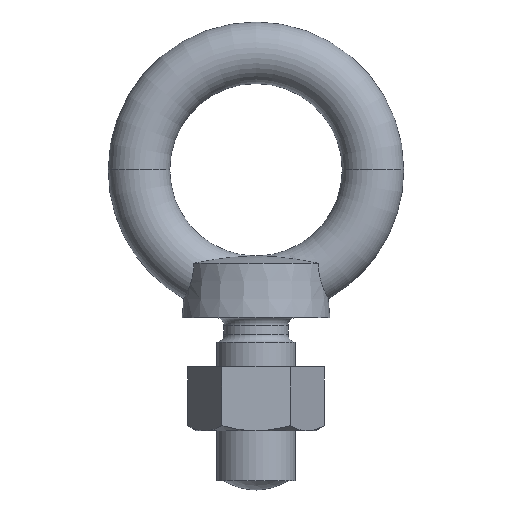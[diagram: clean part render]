
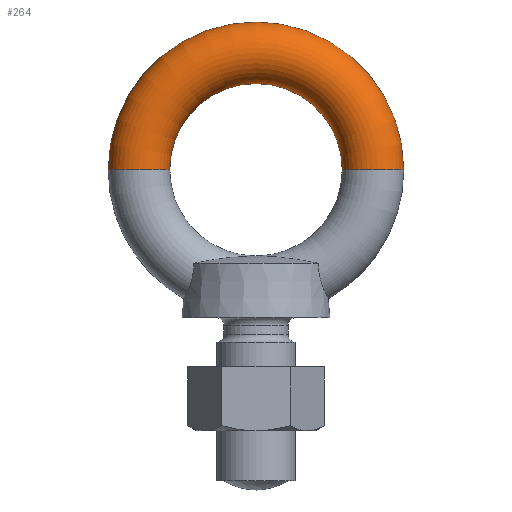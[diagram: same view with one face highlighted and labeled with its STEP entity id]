
A CAD part, top view. The second image highlights one B-rep face of the part: STEP entity #264.
In plain terms, the highlighted toroidal (fillet/blend) face has major radius 23.75 mm and minor radius 6.25 mm.
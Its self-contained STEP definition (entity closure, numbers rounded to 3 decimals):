
#9 = EDGE_CURVE ( 'NONE', #360, #496, #618, .T. ) ;
#45 = AXIS2_PLACEMENT_3D ( 'NONE', #914, #1278, #1271 ) ;
#57 = EDGE_CURVE ( 'NONE', #803, #333, #546, .T. ) ;
#211 = DIRECTION ( 'NONE',  ( -1., 0., 0. ) ) ;
#218 = TOROIDAL_SURFACE ( 'NONE', #1104, 23.75, 6.25 ) ;
#251 = FACE_OUTER_BOUND ( 'NONE', #700, .T. ) ;
#264 = ADVANCED_FACE ( 'NONE', ( #251 ), #218, .T. ) ;
#273 = CARTESIAN_POINT ( 'NONE',  ( 0., 0., 0. ) ) ;
#312 = CARTESIAN_POINT ( 'NONE',  ( 17.5, 0., 0. ) ) ;
#333 = VERTEX_POINT ( 'NONE', #1353 ) ;
#360 = VERTEX_POINT ( 'NONE', #1103 ) ;
#373 = AXIS2_PLACEMENT_3D ( 'NONE', #273, #1427, #661 ) ;
#450 = CIRCLE ( 'NONE', #373, 17.5 ) ;
#496 = VERTEX_POINT ( 'NONE', #616 ) ;
#546 = CIRCLE ( 'NONE', #867, 6.25 ) ;
#574 = DIRECTION ( 'NONE',  ( -1., 0., 0. ) ) ;
#590 = DIRECTION ( 'NONE',  ( 0., 0., -1. ) ) ;
#616 = CARTESIAN_POINT ( 'NONE',  ( -30., 0., 0. ) ) ;
#618 = CIRCLE ( 'NONE', #45, 6.25 ) ;
#625 = DIRECTION ( 'NONE',  ( 0., 1., 0. ) ) ;
#661 = DIRECTION ( 'NONE',  ( -1., 0., 0. ) ) ;
#700 = EDGE_LOOP ( 'NONE', ( #1207, #1582, #994, #1631 ) ) ;
#708 = CARTESIAN_POINT ( 'NONE',  ( 0., 0., 0. ) ) ;
#774 = CARTESIAN_POINT ( 'NONE',  ( 23.75, 0., 0. ) ) ;
#803 = VERTEX_POINT ( 'NONE', #312 ) ;
#867 = AXIS2_PLACEMENT_3D ( 'NONE', #774, #625, #1144 ) ;
#895 = EDGE_CURVE ( 'NONE', #360, #803, #450, .T. ) ;
#914 = CARTESIAN_POINT ( 'NONE',  ( -23.75, 0., 0. ) ) ;
#974 = DIRECTION ( 'NONE',  ( 0., 0., -1. ) ) ;
#994 = ORIENTED_EDGE ( 'NONE', *, *, #895, .T. ) ;
#1103 = CARTESIAN_POINT ( 'NONE',  ( -17.5, 0., 0. ) ) ;
#1104 = AXIS2_PLACEMENT_3D ( 'NONE', #1347, #974, #574 ) ;
#1144 = DIRECTION ( 'NONE',  ( -1., 0., 0. ) ) ;
#1207 = ORIENTED_EDGE ( 'NONE', *, *, #1489, .F. ) ;
#1234 = AXIS2_PLACEMENT_3D ( 'NONE', #708, #590, #211 ) ;
#1271 = DIRECTION ( 'NONE',  ( 0., 0., -1. ) ) ;
#1278 = DIRECTION ( 'NONE',  ( 0., -1., 0. ) ) ;
#1347 = CARTESIAN_POINT ( 'NONE',  ( 0., 0., 0. ) ) ;
#1353 = CARTESIAN_POINT ( 'NONE',  ( 30., 0., 0. ) ) ;
#1427 = DIRECTION ( 'NONE',  ( 0., 0., -1. ) ) ;
#1489 = EDGE_CURVE ( 'NONE', #496, #333, #1535, .T. ) ;
#1535 = CIRCLE ( 'NONE', #1234, 30. ) ;
#1582 = ORIENTED_EDGE ( 'NONE', *, *, #9, .F. ) ;
#1631 = ORIENTED_EDGE ( 'NONE', *, *, #57, .T. ) ;
